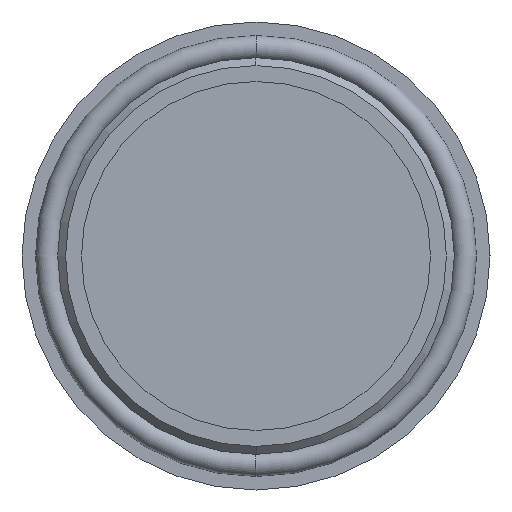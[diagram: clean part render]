
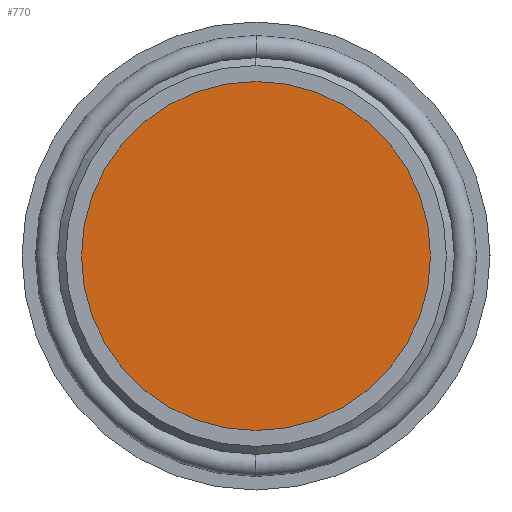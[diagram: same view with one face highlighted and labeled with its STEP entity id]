
A CAD part, front view. The second image highlights one B-rep face of the part: STEP entity #770.
In plain terms, the highlighted planar face has unit normal (0, -1, 0).
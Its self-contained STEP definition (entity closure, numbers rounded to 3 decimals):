
#22 = AXIS2_PLACEMENT_3D ( 'NONE', #407, #403, #402 ) ;
#50 = AXIS2_PLACEMENT_3D ( 'NONE', #223, #222, #221 ) ;
#54 = FACE_OUTER_BOUND ( 'NONE', #596, .T. ) ;
#115 = AXIS2_PLACEMENT_3D ( 'NONE', #311, #310, #309 ) ;
#221 = DIRECTION ( 'NONE',  ( 0., 0., -1. ) ) ;
#222 = DIRECTION ( 'NONE',  ( 0., -1., 0. ) ) ;
#223 = CARTESIAN_POINT ( 'NONE',  ( -11., -2.5, 0. ) ) ;
#224 = PLANE ( 'NONE',  #50 ) ;
#309 = DIRECTION ( 'NONE',  ( 0., 0., 1. ) ) ;
#310 = DIRECTION ( 'NONE',  ( 0., 1., 0. ) ) ;
#311 = CARTESIAN_POINT ( 'NONE',  ( 0., -2.5, 0. ) ) ;
#402 = DIRECTION ( 'NONE',  ( 0., 0., 1. ) ) ;
#403 = DIRECTION ( 'NONE',  ( 0., 1., 0. ) ) ;
#407 = CARTESIAN_POINT ( 'NONE',  ( 0., -2.5, 0. ) ) ;
#460 = CARTESIAN_POINT ( 'NONE',  ( 0., -2.5, 11. ) ) ;
#468 = CARTESIAN_POINT ( 'NONE',  ( 0., -2.5, -11. ) ) ;
#543 = ORIENTED_EDGE ( 'NONE', *, *, #743, .F. ) ;
#545 = ORIENTED_EDGE ( 'NONE', *, *, #712, .F. ) ;
#596 = EDGE_LOOP ( 'NONE', ( #543, #545 ) ) ;
#608 = VERTEX_POINT ( 'NONE', #468 ) ;
#616 = VERTEX_POINT ( 'NONE', #460 ) ;
#674 = CIRCLE ( 'NONE', #115, 11. ) ;
#694 = CIRCLE ( 'NONE', #22, 11. ) ;
#712 = EDGE_CURVE ( 'NONE', #608, #616, #694, .T. ) ;
#743 = EDGE_CURVE ( 'NONE', #616, #608, #674, .T. ) ;
#770 = ADVANCED_FACE ( 'NONE', ( #54 ), #224, .T. ) ;
